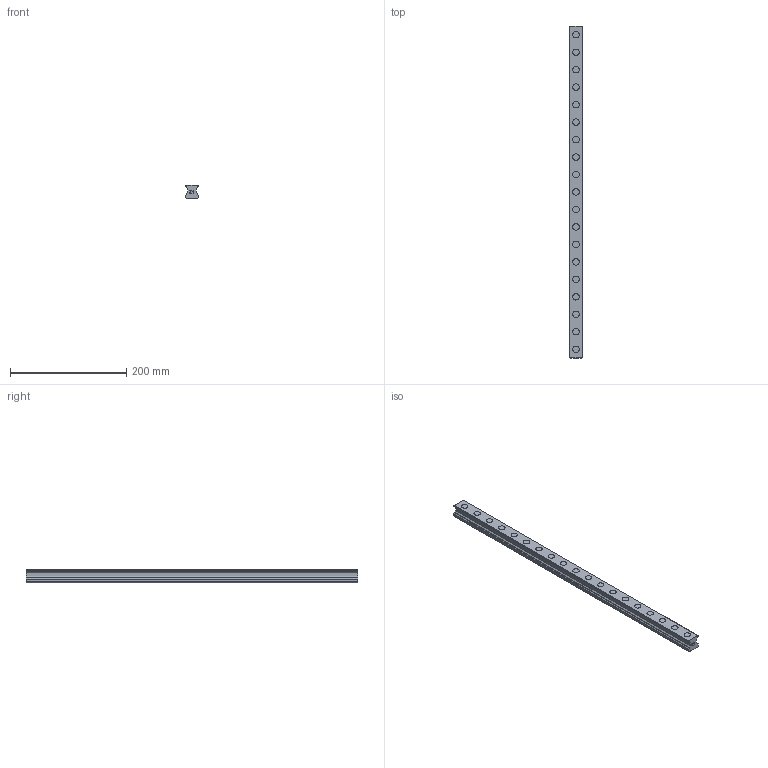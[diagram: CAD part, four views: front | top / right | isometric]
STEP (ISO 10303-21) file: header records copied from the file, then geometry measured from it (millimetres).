
FILE_DESCRIPTION(('STEP AP214'),'1');
FILE_NAME('cctmp_23E41CE5-04B3-4A57-8EC0-A80B711AB604_2021_03_10_17_24_50_0783..stp','2021-03-10T16:24:50',('HIWIN GmbH'),('CADClick - www.CADClick.com'),'Spatial InterOp 3D',' ','unknown authorization');
FILE_SCHEMA(('AUTOMOTIVE_DESIGN'));
Length unit declared in the file: millimetre
Products named in the file (1): RGR25R570H_FILE
Bounding box: 23 x 570 x 23.6 mm (x, y, z)
Volume: 228580.3 mm3; surface area: 71454.2 mm2
Topology: 1 solids, 1 shells, 288 faces, 675 edges, 450 vertices
Faces by surface type: plane 156, cylinder 132
Entity records: 10651 total; most frequent: DIRECTION 1517, CARTESIAN_POINT 1414, ORIENTED_EDGE 1350, EDGE_CURVE 675, AXIS2_PLACEMENT_3D 553, VERTEX_POINT 450, LINE 411, VECTOR 411
